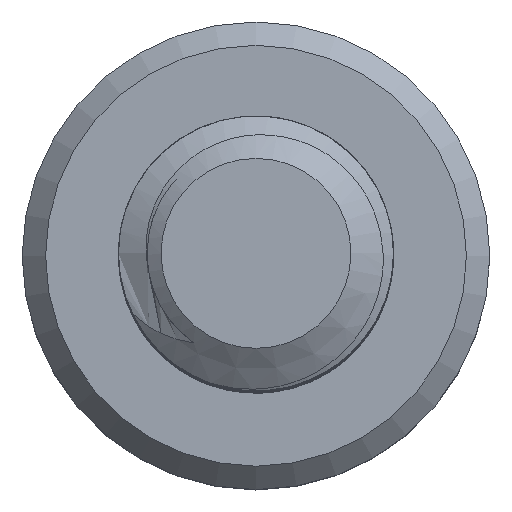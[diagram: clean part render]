
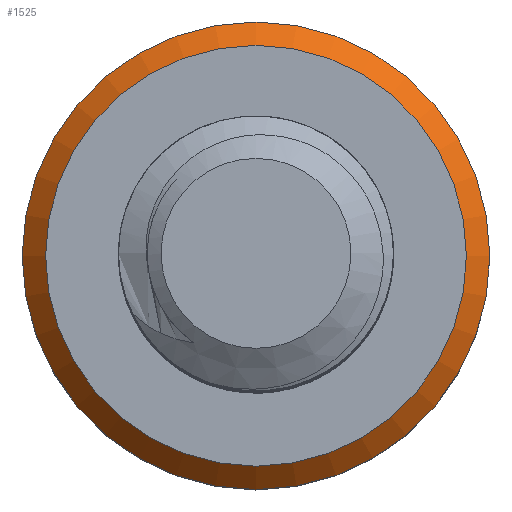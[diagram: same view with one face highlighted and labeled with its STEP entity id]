
A CAD part, top view. The second image highlights one B-rep face of the part: STEP entity #1525.
In plain terms, the highlighted conical face has half-angle 45 degrees and reference radius 4.25 mm.
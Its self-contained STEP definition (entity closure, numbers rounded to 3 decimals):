
#29=CONICAL_SURFACE('',#1633,4.25,0.785);
#108=FACE_OUTER_BOUND('',#194,.T.);
#194=EDGE_LOOP('',(#1171,#1172,#1173,#1174,#1175,#1176));
#222=CIRCLE('',#1634,4.25);
#223=CIRCLE('',#1635,4.25);
#224=CIRCLE('',#1636,3.825);
#225=CIRCLE('',#1637,3.825);
#434=LINE('',#14595,#512);
#512=VECTOR('',#1871,4.25);
#657=VERTEX_POINT('',#14590);
#658=VERTEX_POINT('',#14591);
#659=VERTEX_POINT('',#14594);
#660=VERTEX_POINT('',#14596);
#873=EDGE_CURVE('',#657,#658,#222,.T.);
#874=EDGE_CURVE('',#658,#657,#223,.T.);
#875=EDGE_CURVE('',#658,#659,#434,.T.);
#876=EDGE_CURVE('',#660,#659,#224,.T.);
#877=EDGE_CURVE('',#659,#660,#225,.T.);
#1171=ORIENTED_EDGE('',*,*,#873,.F.);
#1172=ORIENTED_EDGE('',*,*,#874,.F.);
#1173=ORIENTED_EDGE('',*,*,#875,.T.);
#1174=ORIENTED_EDGE('',*,*,#876,.F.);
#1175=ORIENTED_EDGE('',*,*,#877,.F.);
#1176=ORIENTED_EDGE('',*,*,#875,.F.);
#1525=ADVANCED_FACE('',(#108),#29,.T.);
#1633=AXIS2_PLACEMENT_3D('',#14589,#1865,#1866);
#1634=AXIS2_PLACEMENT_3D('',#14592,#1867,#1868);
#1635=AXIS2_PLACEMENT_3D('',#14593,#1869,#1870);
#1636=AXIS2_PLACEMENT_3D('',#14597,#1872,#1873);
#1637=AXIS2_PLACEMENT_3D('',#14598,#1874,#1875);
#1865=DIRECTION('center_axis',(0.,0.,-1.));
#1866=DIRECTION('ref_axis',(-1.,0.,0.));
#1867=DIRECTION('center_axis',(0.,0.,-1.));
#1868=DIRECTION('ref_axis',(-1.,0.,0.));
#1869=DIRECTION('center_axis',(0.,0.,-1.));
#1870=DIRECTION('ref_axis',(-1.,0.,0.));
#1871=DIRECTION('',(-0.707,0.,0.707));
#1872=DIRECTION('center_axis',(0.,0.,1.));
#1873=DIRECTION('ref_axis',(-1.,0.,0.));
#1874=DIRECTION('center_axis',(0.,0.,1.));
#1875=DIRECTION('ref_axis',(-1.,0.,0.));
#14589=CARTESIAN_POINT('Origin',(0.,0.,-25.425));
#14590=CARTESIAN_POINT('',(-4.25,0.,-25.425));
#14591=CARTESIAN_POINT('',(4.25,0.,-25.425));
#14592=CARTESIAN_POINT('Origin',(0.,0.,-25.425));
#14593=CARTESIAN_POINT('Origin',(0.,0.,-25.425));
#14594=CARTESIAN_POINT('',(3.825,0.,-25.));
#14595=CARTESIAN_POINT('',(4.25,0.,-25.425));
#14596=CARTESIAN_POINT('',(-3.825,0.,-25.));
#14597=CARTESIAN_POINT('Origin',(0.,0.,-25.));
#14598=CARTESIAN_POINT('Origin',(0.,0.,-25.));
